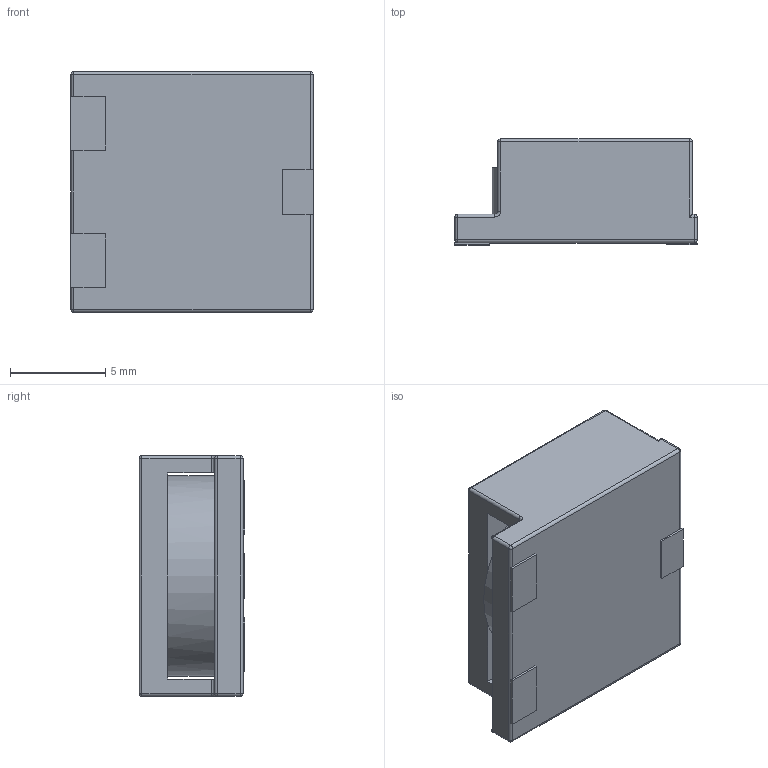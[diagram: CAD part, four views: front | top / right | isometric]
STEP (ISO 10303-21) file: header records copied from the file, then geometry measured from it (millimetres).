
FILE_DESCRIPTION (( 'STEP AP203' ), '1' );
FILE_NAME ('ser1360.STEP', '2022-07-04T18:22:19', ( '' ), ( '' ), 'SwSTEP 2.0', 'SolidWorks 2020', '' );
FILE_SCHEMA (( 'CONFIG_CONTROL_DESIGN' ));
Length unit declared in the file: millimetre
Products named in the file (1): ser1360
Bounding box: 12.7 x 5.55 x 12.6 mm (x, y, z)
Volume: 677.2 mm3; surface area: 726.2 mm2
Topology: 4 solids, 4 shells, 89 faces, 210 edges, 112 vertices
Faces by surface type: plane 37, cylinder 36, sphere 14, torus 2
Entity records: 2463 total; most frequent: CARTESIAN_POINT 428, DIRECTION 428, ORIENTED_EDGE 392, EDGE_CURVE 196, AXIS2_PLACEMENT_3D 152, LINE 124, VECTOR 124, VERTEX_POINT 112
